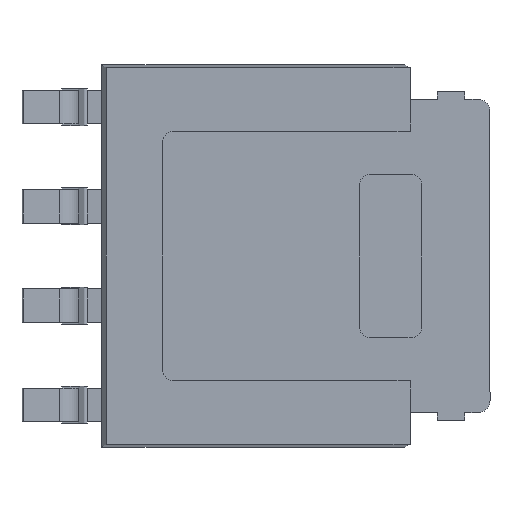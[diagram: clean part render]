
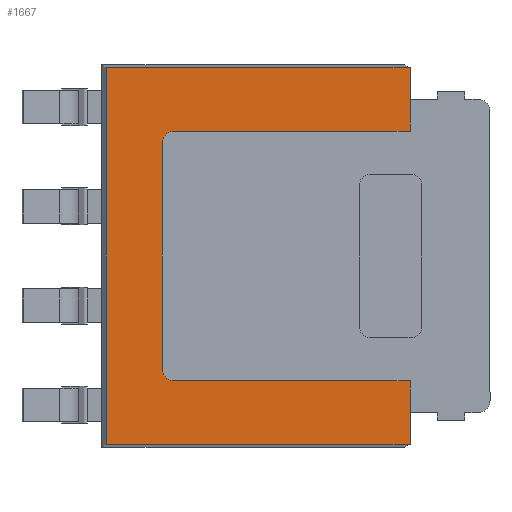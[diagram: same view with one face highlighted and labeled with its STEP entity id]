
A CAD part, front view. The second image highlights one B-rep face of the part: STEP entity #1667.
In plain terms, the highlighted planar face has unit normal (0, -1, 0).
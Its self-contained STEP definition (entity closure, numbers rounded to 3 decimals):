
#97 = CARTESIAN_POINT ( 'NONE',  ( 1.975, 0.15, -1.6 ) ) ;
#153 = CIRCLE ( 'NONE', #3145, 0.15 ) ;
#225 = CARTESIAN_POINT ( 'NONE',  ( -1.2, 0.15, 1.45 ) ) ;
#315 = EDGE_CURVE ( 'NONE', #1970, #4415, #2002, .T. ) ;
#467 = VERTEX_POINT ( 'NONE', #2059 ) ;
#510 = CARTESIAN_POINT ( 'NONE',  ( -1.05, 0.15, 1.45 ) ) ;
#526 = CIRCLE ( 'NONE', #3549, 0.15 ) ;
#580 = ORIENTED_EDGE ( 'NONE', *, *, #1846, .F. ) ;
#589 = CARTESIAN_POINT ( 'NONE',  ( 1.975, 0.15, -1.6 ) ) ;
#627 = ORIENTED_EDGE ( 'NONE', *, *, #1663, .F. ) ;
#636 = LINE ( 'NONE', #3117, #3780 ) ;
#673 = CARTESIAN_POINT ( 'NONE',  ( -1.05, 0.15, 1.6 ) ) ;
#740 = LINE ( 'NONE', #3594, #952 ) ;
#774 = VERTEX_POINT ( 'NONE', #225 ) ;
#867 = DIRECTION ( 'NONE',  ( 1., 0., 0. ) ) ;
#919 = EDGE_CURVE ( 'NONE', #467, #2874, #2434, .T. ) ;
#952 = VECTOR ( 'NONE', #1200, 1000. ) ;
#977 = VECTOR ( 'NONE', #1998, 1000. ) ;
#978 = CARTESIAN_POINT ( 'NONE',  ( -1.921, 0.15, -2.413 ) ) ;
#988 = VERTEX_POINT ( 'NONE', #673 ) ;
#1010 = DIRECTION ( 'NONE',  ( 0., 0., -1. ) ) ;
#1033 = DIRECTION ( 'NONE',  ( -1., 0., 0. ) ) ;
#1046 = DIRECTION ( 'NONE',  ( 0., 0., -1. ) ) ;
#1052 = LINE ( 'NONE', #1104, #1749 ) ;
#1104 = CARTESIAN_POINT ( 'NONE',  ( 1.975, 0.15, -2.413 ) ) ;
#1114 = LINE ( 'NONE', #97, #1270 ) ;
#1200 = DIRECTION ( 'NONE',  ( -1., 0., 0. ) ) ;
#1242 = FACE_OUTER_BOUND ( 'NONE', #2462, .T. ) ;
#1270 = VECTOR ( 'NONE', #2865, 1000. ) ;
#1400 = CARTESIAN_POINT ( 'NONE',  ( -1.921, 0.15, 2.45 ) ) ;
#1430 = CARTESIAN_POINT ( 'NONE',  ( -1.921, 0.15, 2.413 ) ) ;
#1663 = EDGE_CURVE ( 'NONE', #3496, #2797, #153, .T. ) ;
#1667 = ADVANCED_FACE ( 'NONE', ( #1242 ), #3848, .F. ) ;
#1680 = EDGE_CURVE ( 'NONE', #2874, #3153, #2821, .T. ) ;
#1693 = ORIENTED_EDGE ( 'NONE', *, *, #2397, .F. ) ;
#1732 = DIRECTION ( 'NONE',  ( 0., -1., 0. ) ) ;
#1749 = VECTOR ( 'NONE', #3147, 1000. ) ;
#1769 = CARTESIAN_POINT ( 'NONE',  ( -1.921, 0.15, 2.45 ) ) ;
#1773 = VECTOR ( 'NONE', #1046, 1000. ) ;
#1790 = CARTESIAN_POINT ( 'NONE',  ( -1.2, 0.15, -1.45 ) ) ;
#1846 = EDGE_CURVE ( 'NONE', #988, #774, #526, .T. ) ;
#1873 = DIRECTION ( 'NONE',  ( 0., -1., 0. ) ) ;
#1970 = VERTEX_POINT ( 'NONE', #589 ) ;
#1998 = DIRECTION ( 'NONE',  ( 0., 0., -1. ) ) ;
#2002 = LINE ( 'NONE', #3775, #977 ) ;
#2059 = CARTESIAN_POINT ( 'NONE',  ( 1.975, 0.15, 2.413 ) ) ;
#2088 = DIRECTION ( 'NONE',  ( -1., 0., 0. ) ) ;
#2191 = ORIENTED_EDGE ( 'NONE', *, *, #1680, .T. ) ;
#2384 = CARTESIAN_POINT ( 'NONE',  ( -1.921, 0.15, 2.413 ) ) ;
#2388 = CARTESIAN_POINT ( 'NONE',  ( 1.975, 0.15, 1.6 ) ) ;
#2397 = EDGE_CURVE ( 'NONE', #774, #3496, #636, .T. ) ;
#2434 = LINE ( 'NONE', #2384, #2777 ) ;
#2448 = DIRECTION ( 'NONE',  ( -1., 0., 0. ) ) ;
#2462 = EDGE_LOOP ( 'NONE', ( #4468, #3816, #627, #1693, #580, #3259, #2914, #2563, #2191, #3969 ) ) ;
#2514 = VECTOR ( 'NONE', #4036, 1000. ) ;
#2563 = ORIENTED_EDGE ( 'NONE', *, *, #919, .T. ) ;
#2655 = EDGE_CURVE ( 'NONE', #3314, #988, #740, .T. ) ;
#2719 = CARTESIAN_POINT ( 'NONE',  ( 1.975, 0.15, -2.413 ) ) ;
#2777 = VECTOR ( 'NONE', #1033, 1000. ) ;
#2797 = VERTEX_POINT ( 'NONE', #3868 ) ;
#2821 = LINE ( 'NONE', #1769, #1773 ) ;
#2865 = DIRECTION ( 'NONE',  ( 1., 0., 0. ) ) ;
#2874 = VERTEX_POINT ( 'NONE', #1430 ) ;
#2914 = ORIENTED_EDGE ( 'NONE', *, *, #4271, .F. ) ;
#2991 = CARTESIAN_POINT ( 'NONE',  ( 1.975, 0.15, 2.45 ) ) ;
#3117 = CARTESIAN_POINT ( 'NONE',  ( -1.2, 0.15, -1.45 ) ) ;
#3145 = AXIS2_PLACEMENT_3D ( 'NONE', #3820, #1732, #2448 ) ;
#3147 = DIRECTION ( 'NONE',  ( 1., 0., 0. ) ) ;
#3153 = VERTEX_POINT ( 'NONE', #978 ) ;
#3259 = ORIENTED_EDGE ( 'NONE', *, *, #2655, .F. ) ;
#3314 = VERTEX_POINT ( 'NONE', #2388 ) ;
#3413 = EDGE_CURVE ( 'NONE', #2797, #1970, #1114, .T. ) ;
#3496 = VERTEX_POINT ( 'NONE', #1790 ) ;
#3549 = AXIS2_PLACEMENT_3D ( 'NONE', #510, #1873, #867 ) ;
#3594 = CARTESIAN_POINT ( 'NONE',  ( 1.975, 0.15, 1.6 ) ) ;
#3775 = CARTESIAN_POINT ( 'NONE',  ( 1.975, 0.15, 2.45 ) ) ;
#3780 = VECTOR ( 'NONE', #1010, 1000. ) ;
#3816 = ORIENTED_EDGE ( 'NONE', *, *, #3413, .F. ) ;
#3820 = CARTESIAN_POINT ( 'NONE',  ( -1.05, 0.15, -1.45 ) ) ;
#3848 = PLANE ( 'NONE',  #4325 ) ;
#3868 = CARTESIAN_POINT ( 'NONE',  ( -1.05, 0.15, -1.6 ) ) ;
#3969 = ORIENTED_EDGE ( 'NONE', *, *, #3987, .T. ) ;
#3987 = EDGE_CURVE ( 'NONE', #3153, #4415, #1052, .T. ) ;
#4036 = DIRECTION ( 'NONE',  ( 0., 0., -1. ) ) ;
#4144 = LINE ( 'NONE', #2991, #2514 ) ;
#4177 = DIRECTION ( 'NONE',  ( 0., 1., 0. ) ) ;
#4271 = EDGE_CURVE ( 'NONE', #467, #3314, #4144, .T. ) ;
#4325 = AXIS2_PLACEMENT_3D ( 'NONE', #1400, #4177, #2088 ) ;
#4415 = VERTEX_POINT ( 'NONE', #2719 ) ;
#4468 = ORIENTED_EDGE ( 'NONE', *, *, #315, .F. ) ;
